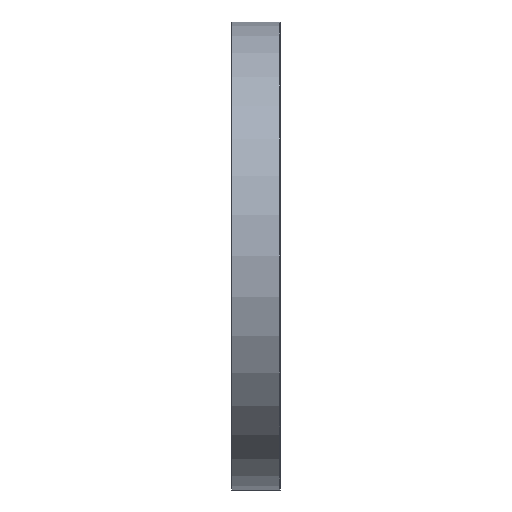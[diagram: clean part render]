
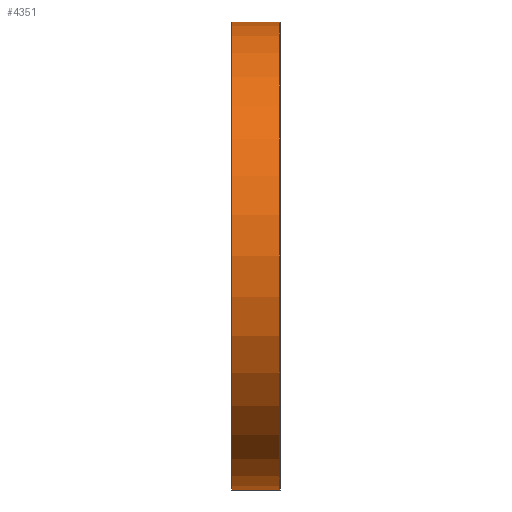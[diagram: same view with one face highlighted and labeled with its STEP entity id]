
A CAD part, left-side view. The second image highlights one B-rep face of the part: STEP entity #4351.
In plain terms, the highlighted cylindrical face has radius 39 mm (diameter 78 mm), a partial arc.
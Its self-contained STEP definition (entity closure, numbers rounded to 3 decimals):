
#73 = PLANE('',#74);
#74 = AXIS2_PLACEMENT_3D('',#75,#76,#77);
#75 = CARTESIAN_POINT('',(-144.,8.,0.));
#76 = DIRECTION('',(0.,1.,0.));
#77 = DIRECTION('',(0.,-0.,1.));
#128 = PLANE('',#129);
#129 = AXIS2_PLACEMENT_3D('',#130,#131,#132);
#130 = CARTESIAN_POINT('',(-144.,0.,0.));
#131 = DIRECTION('',(0.,1.,0.));
#132 = DIRECTION('',(0.,-0.,1.));
#4148 = EDGE_CURVE('',#4149,#4151,#4153,.T.);
#4149 = VERTEX_POINT('',#4150);
#4150 = CARTESIAN_POINT('',(-144.,0.,-39.));
#4151 = VERTEX_POINT('',#4152);
#4152 = CARTESIAN_POINT('',(-144.,0.,39.));
#4153 = SURFACE_CURVE('',#4154,(#4159,#4166),.PCURVE_S1.);
#4154 = CIRCLE('',#4155,39.);
#4155 = AXIS2_PLACEMENT_3D('',#4156,#4157,#4158);
#4156 = CARTESIAN_POINT('',(-144.,0.,0.));
#4157 = DIRECTION('',(0.,1.,0.));
#4158 = DIRECTION('',(0.,-0.,1.));
#4159 = PCURVE('',#128,#4160);
#4160 = DEFINITIONAL_REPRESENTATION('',(#4161),#4165);
#4161 = CIRCLE('',#4162,39.);
#4162 = AXIS2_PLACEMENT_2D('',#4163,#4164);
#4163 = CARTESIAN_POINT('',(0.,0.));
#4164 = DIRECTION('',(1.,0.));
#4165 = ( GEOMETRIC_REPRESENTATION_CONTEXT(2) 
PARAMETRIC_REPRESENTATION_CONTEXT() REPRESENTATION_CONTEXT('2D SPACE',''
  ) );
#4166 = PCURVE('',#4167,#4172);
#4167 = CYLINDRICAL_SURFACE('',#4168,39.);
#4168 = AXIS2_PLACEMENT_3D('',#4169,#4170,#4171);
#4169 = CARTESIAN_POINT('',(-144.,8.,0.));
#4170 = DIRECTION('',(-0.,-1.,-0.));
#4171 = DIRECTION('',(0.,0.,-1.));
#4172 = DEFINITIONAL_REPRESENTATION('',(#4173),#4177);
#4173 = LINE('',#4174,#4175);
#4174 = CARTESIAN_POINT('',(9.425,8.));
#4175 = VECTOR('',#4176,1.);
#4176 = DIRECTION('',(-1.,0.));
#4177 = ( GEOMETRIC_REPRESENTATION_CONTEXT(2) 
PARAMETRIC_REPRESENTATION_CONTEXT() REPRESENTATION_CONTEXT('2D SPACE',''
  ) );
#4195 = PLANE('',#4196);
#4196 = AXIS2_PLACEMENT_3D('',#4197,#4198,#4199);
#4197 = CARTESIAN_POINT('',(-144.,8.,-39.));
#4198 = DIRECTION('',(0.,0.,1.));
#4199 = DIRECTION('',(1.,0.,0.));
#4250 = PLANE('',#4251);
#4251 = AXIS2_PLACEMENT_3D('',#4252,#4253,#4254);
#4252 = CARTESIAN_POINT('',(0.,8.,39.));
#4253 = DIRECTION('',(0.,0.,-1.));
#4254 = DIRECTION('',(-1.,0.,-0.));
#4351 = ADVANCED_FACE('',(#4352),#4167,.T.);
#4352 = FACE_BOUND('',#4353,.T.);
#4353 = EDGE_LOOP('',(#4354,#4355,#4378,#4402));
#4354 = ORIENTED_EDGE('',*,*,#4148,.T.);
#4355 = ORIENTED_EDGE('',*,*,#4356,.F.);
#4356 = EDGE_CURVE('',#4357,#4151,#4359,.T.);
#4357 = VERTEX_POINT('',#4358);
#4358 = CARTESIAN_POINT('',(-144.,8.,39.));
#4359 = SURFACE_CURVE('',#4360,(#4364,#4371),.PCURVE_S1.);
#4360 = LINE('',#4361,#4362);
#4361 = CARTESIAN_POINT('',(-144.,8.,39.));
#4362 = VECTOR('',#4363,1.);
#4363 = DIRECTION('',(-0.,-1.,-0.));
#4364 = PCURVE('',#4167,#4365);
#4365 = DEFINITIONAL_REPRESENTATION('',(#4366),#4370);
#4366 = LINE('',#4367,#4368);
#4367 = CARTESIAN_POINT('',(3.142,0.));
#4368 = VECTOR('',#4369,1.);
#4369 = DIRECTION('',(0.,1.));
#4370 = ( GEOMETRIC_REPRESENTATION_CONTEXT(2) 
PARAMETRIC_REPRESENTATION_CONTEXT() REPRESENTATION_CONTEXT('2D SPACE',''
  ) );
#4371 = PCURVE('',#4250,#4372);
#4372 = DEFINITIONAL_REPRESENTATION('',(#4373),#4377);
#4373 = LINE('',#4374,#4375);
#4374 = CARTESIAN_POINT('',(144.,0.));
#4375 = VECTOR('',#4376,1.);
#4376 = DIRECTION('',(0.,-1.));
#4377 = ( GEOMETRIC_REPRESENTATION_CONTEXT(2) 
PARAMETRIC_REPRESENTATION_CONTEXT() REPRESENTATION_CONTEXT('2D SPACE',''
  ) );
#4378 = ORIENTED_EDGE('',*,*,#4379,.F.);
#4379 = EDGE_CURVE('',#4380,#4357,#4382,.T.);
#4380 = VERTEX_POINT('',#4381);
#4381 = CARTESIAN_POINT('',(-144.,8.,-39.));
#4382 = SURFACE_CURVE('',#4383,(#4388,#4395),.PCURVE_S1.);
#4383 = CIRCLE('',#4384,39.);
#4384 = AXIS2_PLACEMENT_3D('',#4385,#4386,#4387);
#4385 = CARTESIAN_POINT('',(-144.,8.,0.));
#4386 = DIRECTION('',(0.,1.,0.));
#4387 = DIRECTION('',(0.,-0.,1.));
#4388 = PCURVE('',#4167,#4389);
#4389 = DEFINITIONAL_REPRESENTATION('',(#4390),#4394);
#4390 = LINE('',#4391,#4392);
#4391 = CARTESIAN_POINT('',(9.425,0.));
#4392 = VECTOR('',#4393,1.);
#4393 = DIRECTION('',(-1.,0.));
#4394 = ( GEOMETRIC_REPRESENTATION_CONTEXT(2) 
PARAMETRIC_REPRESENTATION_CONTEXT() REPRESENTATION_CONTEXT('2D SPACE',''
  ) );
#4395 = PCURVE('',#73,#4396);
#4396 = DEFINITIONAL_REPRESENTATION('',(#4397),#4401);
#4397 = CIRCLE('',#4398,39.);
#4398 = AXIS2_PLACEMENT_2D('',#4399,#4400);
#4399 = CARTESIAN_POINT('',(0.,0.));
#4400 = DIRECTION('',(1.,0.));
#4401 = ( GEOMETRIC_REPRESENTATION_CONTEXT(2) 
PARAMETRIC_REPRESENTATION_CONTEXT() REPRESENTATION_CONTEXT('2D SPACE',''
  ) );
#4402 = ORIENTED_EDGE('',*,*,#4403,.T.);
#4403 = EDGE_CURVE('',#4380,#4149,#4404,.T.);
#4404 = SURFACE_CURVE('',#4405,(#4409,#4416),.PCURVE_S1.);
#4405 = LINE('',#4406,#4407);
#4406 = CARTESIAN_POINT('',(-144.,8.,-39.));
#4407 = VECTOR('',#4408,1.);
#4408 = DIRECTION('',(-0.,-1.,-0.));
#4409 = PCURVE('',#4167,#4410);
#4410 = DEFINITIONAL_REPRESENTATION('',(#4411),#4415);
#4411 = LINE('',#4412,#4413);
#4412 = CARTESIAN_POINT('',(6.283,0.));
#4413 = VECTOR('',#4414,1.);
#4414 = DIRECTION('',(0.,1.));
#4415 = ( GEOMETRIC_REPRESENTATION_CONTEXT(2) 
PARAMETRIC_REPRESENTATION_CONTEXT() REPRESENTATION_CONTEXT('2D SPACE',''
  ) );
#4416 = PCURVE('',#4195,#4417);
#4417 = DEFINITIONAL_REPRESENTATION('',(#4418),#4422);
#4418 = LINE('',#4419,#4420);
#4419 = CARTESIAN_POINT('',(0.,0.));
#4420 = VECTOR('',#4421,1.);
#4421 = DIRECTION('',(0.,-1.));
#4422 = ( GEOMETRIC_REPRESENTATION_CONTEXT(2) 
PARAMETRIC_REPRESENTATION_CONTEXT() REPRESENTATION_CONTEXT('2D SPACE',''
  ) );
